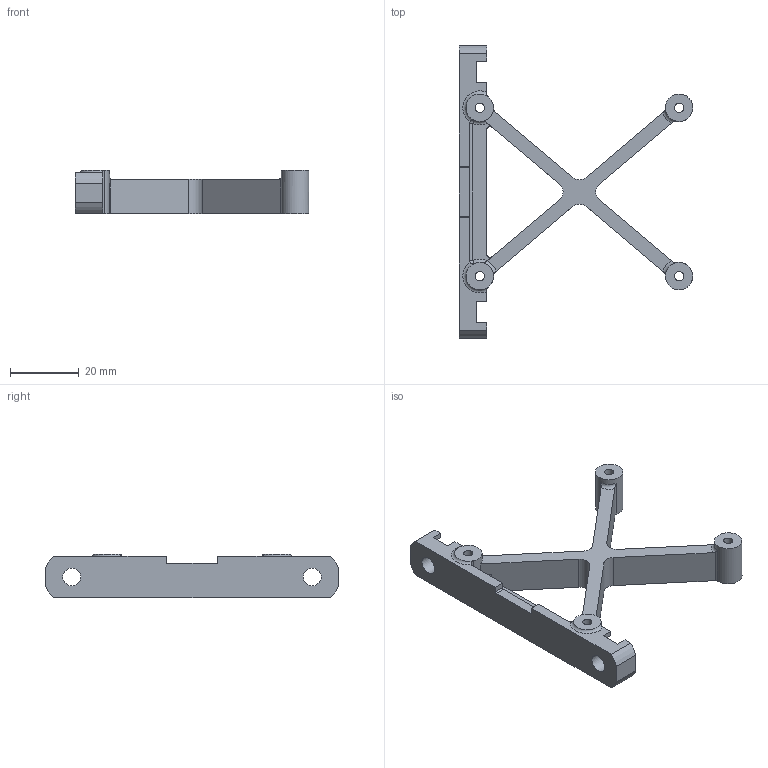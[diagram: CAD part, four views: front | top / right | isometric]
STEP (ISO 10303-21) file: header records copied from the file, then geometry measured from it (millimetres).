
FILE_DESCRIPTION(/* description */ (''),/* implementation_level */ '2;1');
FILE_NAME(/* name */ 'RPi_Frame_with_Heatsink_90deg.step',/* time_stamp */ '2019-12-18T07:37:11-05:00',/* author */ (''),/* organization */ (''),/* preprocessor_version */ 'ST-DEVELOPER v18',/* originating_system */ 'Autodesk Translation Framework v8.12.0.6',/* authorisation */ '');
FILE_SCHEMA (('AUTOMOTIVE_DESIGN { 1 0 10303 214 3 1 1 }'));
Length unit declared in the file: millimetre
Products named in the file (1): RPi_Frame_with_Heatsink_90deg
Bounding box: 68 x 85 x 12.6 mm (x, y, z)
Volume: 11874.9 mm3; surface area: 8746.8 mm2
Topology: 1 solids, 1 shells, 93 faces, 268 edges, 180 vertices
Faces by surface type: plane 43, cylinder 41, torus 7, sphere 2
Full cylindrical faces by diameter (mm): 2.7 x4, 5.2 x2, 5.5 x4, 8 x2
Entity records: 3311 total; most frequent: CARTESIAN_POINT 721, DIRECTION 545, ORIENTED_EDGE 536, EDGE_CURVE 268, AXIS2_PLACEMENT_3D 202, VERTEX_POINT 180, LINE 141, VECTOR 141
